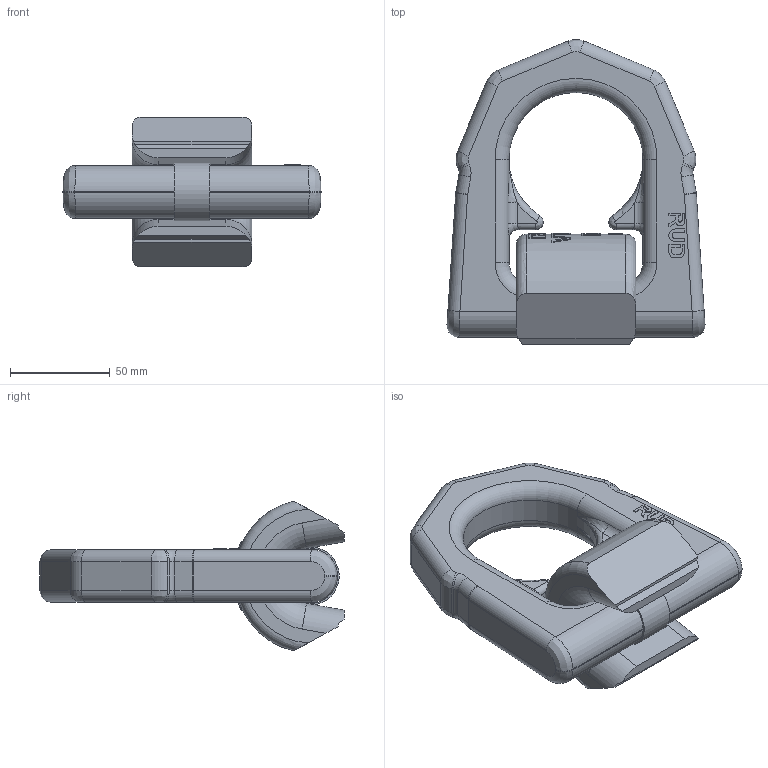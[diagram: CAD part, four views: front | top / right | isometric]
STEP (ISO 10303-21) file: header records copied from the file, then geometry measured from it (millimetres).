
FILE_DESCRIPTION((''),'2;1');
FILE_NAME('001-M32121-P5_ASM','2018-11-26T',('anja.joas'),(''),'PRO/ENGINEER BY PARAMETRIC TECHNOLOGY CORPORATION, 2011490','PRO/ENGINEER BY PARAMETRIC TECHNOLOGY CORPORATION, 2011490','');
FILE_SCHEMA(('CONFIG_CONTROL_DESIGN'));
Length unit declared in the file: millimetre
Products named in the file (4): 001-M32121-P-30_AF0; 001-M32121-P6_ASM; 001-M34887-P01; 001-M32121-P5_ASM
Assembly tree (3 placements, depth 3):
  001-M32121-P5_ASM
    001-M32121-P6_ASM
      001-M32121-P-30_AF0
    001-M34887-P01
Bounding box: 129.03 x 152.47 x 74.89 mm (x, y, z)
Volume: 394112.1 mm3; surface area: 57448.8 mm2
Topology: 2 solids, 2 shells, 509 faces, 1356 edges, 872 vertices
Faces by surface type: plane 353, cylinder 99, bspline 34, torus 22, extrusion 1
Entity records: 19397 total; most frequent: CARTESIAN_POINT 7238, ORIENTED_EDGE 2712, DIRECTION 2241, EDGE_CURVE 1356, VERTEX_POINT 872, AXIS2_PLACEMENT_3D 766, VECTOR 709, LINE 708
